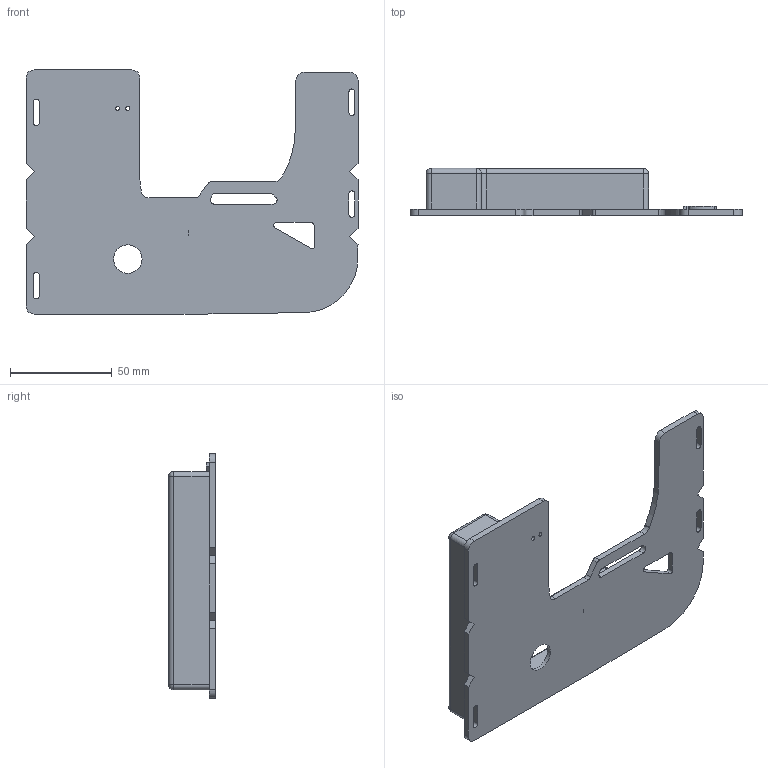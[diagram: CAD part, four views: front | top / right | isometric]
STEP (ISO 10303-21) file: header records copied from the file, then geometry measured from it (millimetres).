
FILE_DESCRIPTION(/* description */ (''),/* implementation_level */ '2;1');
FILE_NAME(/* name */ 'Dji_phantom_3_release_mechanism_plate_V1 v4.step',/* time_stamp */ '2019-05-12T22:08:28+02:00',/* author */ ('timowielink'),/* organization */ (''),/* preprocessor_version */ 'ST-DEVELOPER v18',/* originating_system */ 'Autodesk Translation Framework v8.2.0.1029',/* authorisation */ '');
FILE_SCHEMA (('AUTOMOTIVE_DESIGN { 1 0 10303 214 3 1 1 }'));
Length unit declared in the file: centimetre
Products named in the file (1): Dji_phantom_3_release_mechanism_plate_V1
Bounding box: 163 x 23 x 119.85 mm (x, y, z)
Volume: 68114.6 mm3; surface area: 48174.4 mm2
Topology: 1 solids, 1 shells, 194 faces, 536 edges, 351 vertices
Faces by surface type: plane 90, cylinder 50, bspline 48, sphere 5, torus 1
Full cylindrical faces by diameter (mm): 2 x2, 2.529 x1, 2.93 x1, 14 x1
Entity records: 6459 total; most frequent: CARTESIAN_POINT 1706, ORIENTED_EDGE 1072, DIRECTION 839, EDGE_CURVE 536, VERTEX_POINT 351, LINE 335, VECTOR 335, AXIS2_PLACEMENT_3D 252
